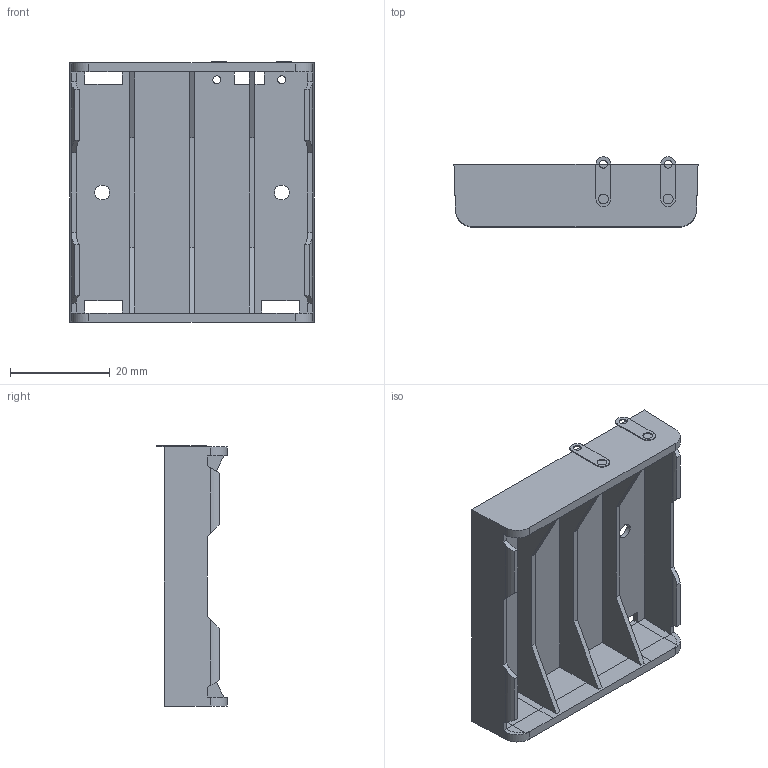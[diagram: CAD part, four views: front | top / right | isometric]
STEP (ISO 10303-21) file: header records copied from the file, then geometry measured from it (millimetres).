
FILE_DESCRIPTION(('FreeCAD Model'),'2;1');
FILE_NAME('4xAAA_Halter.step','2021-01-25T15:14:14',('Author'),(''), 'Open CASCADE STEP processor 7.3','FreeCAD','Unknown');
FILE_SCHEMA(('AUTOMOTIVE_DESIGN { 1 0 10303 214 1 1 1 1 }'));
Length unit declared in the file: millimetre
Products named in the file (1): 4xAAA_Halter
Bounding box: 49 x 14.1 x 52.2 mm (x, y, z)
Volume: 6160.9 mm3; surface area: 11421.2 mm2
Topology: 6 solids, 6 shells, 127 faces, 326 edges, 207 vertices
Faces by surface type: plane 103, cylinder 24
Full cylindrical faces by diameter (mm): 1.6 x4, 2 x2, 3 x2
Entity records: 9035 total; most frequent: CARTESIAN_POINT 1695, DIRECTION 1147, LINE 735, VECTOR 735, ORIENTED_EDGE 652, PCURVE 652, DEFINITIONAL_REPRESENTATION 652, EDGE_CURVE 326
